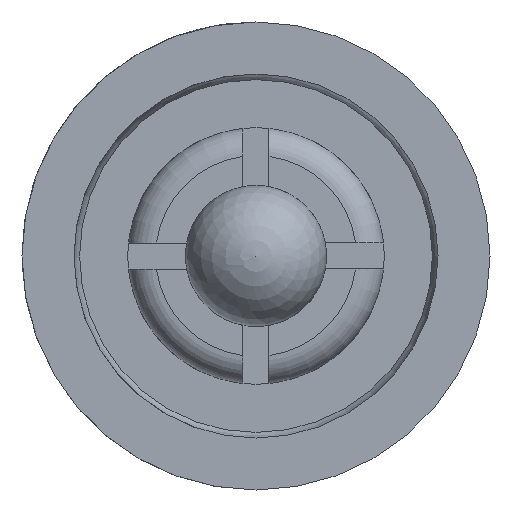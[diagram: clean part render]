
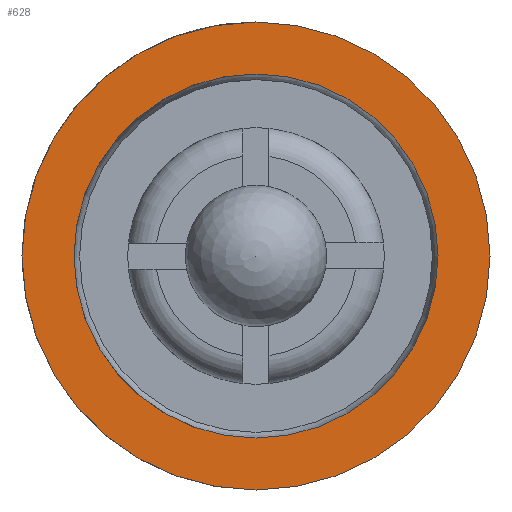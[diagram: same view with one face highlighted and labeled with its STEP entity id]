
A CAD part, front view. The second image highlights one B-rep face of the part: STEP entity #628.
In plain terms, the highlighted planar face has unit normal (0, -1, 0).
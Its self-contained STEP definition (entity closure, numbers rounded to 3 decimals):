
#19=FACE_BOUND('',#166,.T.);
#24=PLANE('',#695);
#131=FACE_OUTER_BOUND('',#165,.T.);
#165=EDGE_LOOP('',(#458,#459));
#166=EDGE_LOOP('',(#460,#461));
#211=CIRCLE('',#689,2.489);
#212=CIRCLE('',#690,2.489);
#213=CIRCLE('',#692,3.2);
#214=CIRCLE('',#693,3.2);
#270=VERTEX_POINT('',#1284);
#271=VERTEX_POINT('',#1286);
#272=VERTEX_POINT('',#1290);
#273=VERTEX_POINT('',#1291);
#343=EDGE_CURVE('',#271,#270,#211,.T.);
#344=EDGE_CURVE('',#270,#271,#212,.T.);
#345=EDGE_CURVE('',#272,#273,#213,.T.);
#346=EDGE_CURVE('',#273,#272,#214,.T.);
#458=ORIENTED_EDGE('',*,*,#345,.T.);
#459=ORIENTED_EDGE('',*,*,#346,.T.);
#460=ORIENTED_EDGE('',*,*,#343,.T.);
#461=ORIENTED_EDGE('',*,*,#344,.T.);
#628=ADVANCED_FACE('',(#131,#19),#24,.T.);
#689=AXIS2_PLACEMENT_3D('',#1287,#794,#795);
#690=AXIS2_PLACEMENT_3D('',#1288,#796,#797);
#692=AXIS2_PLACEMENT_3D('',#1292,#800,#801);
#693=AXIS2_PLACEMENT_3D('',#1293,#802,#803);
#695=AXIS2_PLACEMENT_3D('',#1296,#807,#808);
#794=DIRECTION('center_axis',(0.,1.,0.));
#795=DIRECTION('ref_axis',(0.,0.,-1.));
#796=DIRECTION('center_axis',(0.,1.,0.));
#797=DIRECTION('ref_axis',(0.,0.,-1.));
#800=DIRECTION('center_axis',(0.,-1.,0.));
#801=DIRECTION('ref_axis',(0.,0.,-1.));
#802=DIRECTION('center_axis',(0.,-1.,0.));
#803=DIRECTION('ref_axis',(0.,0.,-1.));
#807=DIRECTION('center_axis',(0.,-1.,0.));
#808=DIRECTION('ref_axis',(0.,0.,-1.));
#1284=CARTESIAN_POINT('',(0.113,2.041,2.858));
#1286=CARTESIAN_POINT('',(0.113,2.041,-2.12));
#1287=CARTESIAN_POINT('Origin',(0.113,2.041,0.369));
#1288=CARTESIAN_POINT('Origin',(0.113,2.041,0.369));
#1290=CARTESIAN_POINT('',(0.113,2.041,-2.831));
#1291=CARTESIAN_POINT('',(0.113,2.041,3.569));
#1292=CARTESIAN_POINT('Origin',(0.113,2.041,0.369));
#1293=CARTESIAN_POINT('Origin',(0.113,2.041,0.369));
#1296=CARTESIAN_POINT('Origin',(3.066,2.041,1.601));
